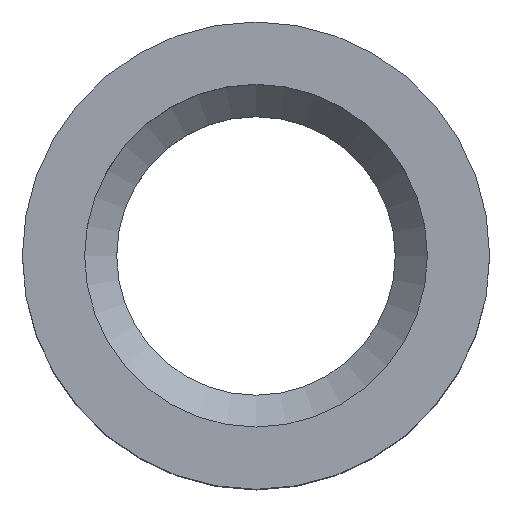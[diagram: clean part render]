
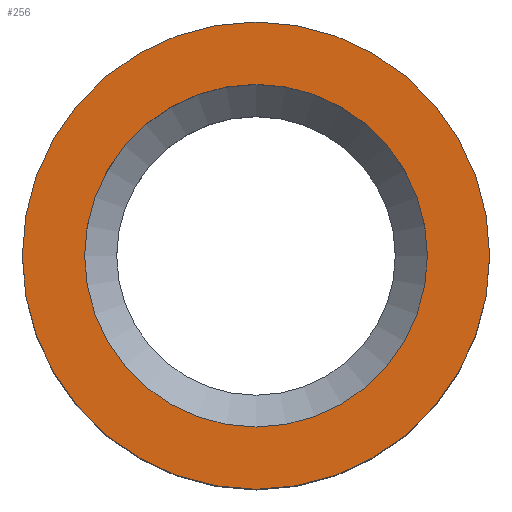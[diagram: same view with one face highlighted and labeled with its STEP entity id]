
A CAD part, top view. The second image highlights one B-rep face of the part: STEP entity #256.
In plain terms, the highlighted planar face has unit normal (0, 0, 1).
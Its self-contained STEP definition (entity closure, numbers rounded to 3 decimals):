
#16=FACE_BOUND('',#64,.T.);
#18=PLANE('',#306);
#45=FACE_OUTER_BOUND('',#63,.T.);
#63=EDGE_LOOP('',(#233));
#64=EDGE_LOOP('',(#234));
#101=CIRCLE('',#281,8.02);
#113=CIRCLE('',#305,10.936);
#120=VERTEX_POINT('',#416);
#132=VERTEX_POINT('',#463);
#142=EDGE_CURVE('',#120,#120,#101,.T.);
#165=EDGE_CURVE('',#132,#132,#113,.T.);
#233=ORIENTED_EDGE('',*,*,#165,.T.);
#234=ORIENTED_EDGE('',*,*,#142,.T.);
#256=ADVANCED_FACE('',(#45,#16),#18,.T.);
#281=AXIS2_PLACEMENT_3D('',#417,#332,#333);
#305=AXIS2_PLACEMENT_3D('',#464,#391,#392);
#306=AXIS2_PLACEMENT_3D('',#466,#394,#395);
#332=DIRECTION('center_axis',(0.,0.,-1.));
#333=DIRECTION('ref_axis',(-1.,0.,0.));
#391=DIRECTION('center_axis',(0.,0.,1.));
#392=DIRECTION('ref_axis',(1.,0.,0.));
#394=DIRECTION('center_axis',(0.,0.,1.));
#395=DIRECTION('ref_axis',(1.,0.,0.));
#416=CARTESIAN_POINT('',(8.02,0.,9.));
#417=CARTESIAN_POINT('Origin',(0.,0.,9.));
#463=CARTESIAN_POINT('',(-10.936,0.,9.));
#464=CARTESIAN_POINT('Origin',(0.,0.,9.));
#466=CARTESIAN_POINT('Origin',(0.,0.,9.));
